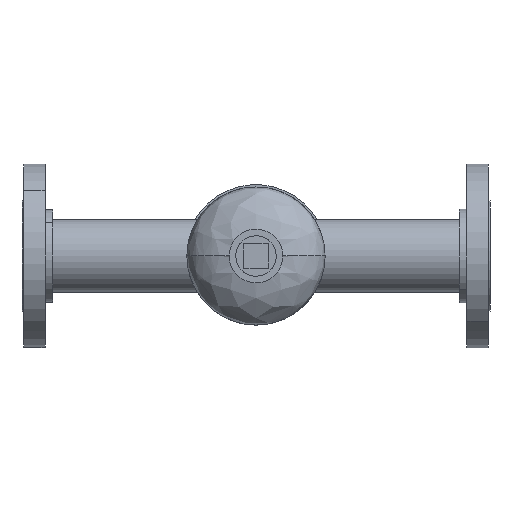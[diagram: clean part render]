
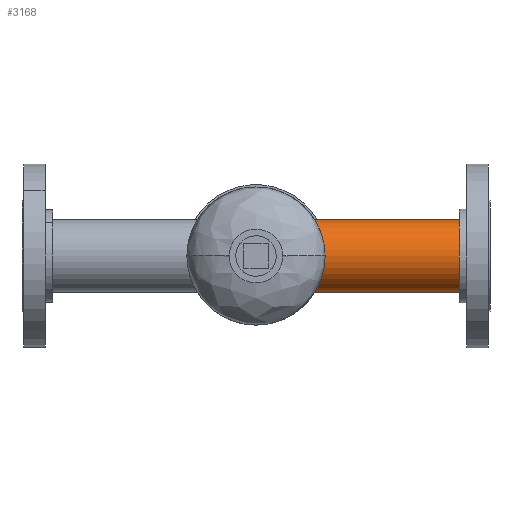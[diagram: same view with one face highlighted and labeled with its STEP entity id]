
A CAD part, front view. The second image highlights one B-rep face of the part: STEP entity #3168.
In plain terms, the highlighted cylindrical face has radius 30.163 mm (diameter 60.325 mm), a partial arc.
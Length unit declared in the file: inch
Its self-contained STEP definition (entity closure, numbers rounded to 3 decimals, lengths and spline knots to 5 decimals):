
#114 = DIRECTION ( 'NONE',  ( 0., 0., 1. ) ) ;
#398 = VERTEX_POINT ( 'NONE', #4642 ) ;
#496 = DIRECTION ( 'NONE',  ( 0., -1., 0. ) ) ;
#538 = EDGE_CURVE ( 'NONE', #2071, #3530, #2820, .T. ) ;
#660 = AXIS2_PLACEMENT_3D ( 'NONE', #2018, #4224, #979 ) ;
#818 = AXIS2_PLACEMENT_3D ( 'NONE', #3472, #4847, #114 ) ;
#836 = CARTESIAN_POINT ( 'NONE',  ( 0., 0., -1.1875 ) ) ;
#979 = DIRECTION ( 'NONE',  ( 0., 0., -1. ) ) ;
#994 = ORIENTED_EDGE ( 'NONE', *, *, #3130, .T. ) ;
#1041 = CARTESIAN_POINT ( 'NONE',  ( 0., 5.75, 1.1875 ) ) ;
#1067 = DIRECTION ( 'NONE',  ( 0., 1., 0. ) ) ;
#1068 = AXIS2_PLACEMENT_3D ( 'NONE', #1509, #1067, #5215 ) ;
#1159 = VECTOR ( 'NONE', #2919, 39.37008 ) ;
#1328 = ORIENTED_EDGE ( 'NONE', *, *, #538, .F. ) ;
#1509 = CARTESIAN_POINT ( 'NONE',  ( 0., 5.75, 0. ) ) ;
#1957 = LINE ( 'NONE', #1041, #1159 ) ;
#2018 = CARTESIAN_POINT ( 'NONE',  ( 0., 5.75, 0. ) ) ;
#2071 = VERTEX_POINT ( 'NONE', #3947 ) ;
#2420 = CARTESIAN_POINT ( 'NONE',  ( 0., 5.75, 1.1875 ) ) ;
#2820 = LINE ( 'NONE', #4711, #3944 ) ;
#2919 = DIRECTION ( 'NONE',  ( 0., -1., 0. ) ) ;
#3130 = EDGE_CURVE ( 'NONE', #3775, #398, #1957, .T. ) ;
#3168 = ADVANCED_FACE ( 'NONE', ( #3304 ), #5195, .T. ) ;
#3304 = FACE_OUTER_BOUND ( 'NONE', #4734, .T. ) ;
#3472 = CARTESIAN_POINT ( 'NONE',  ( 0., 0., 0. ) ) ;
#3530 = VERTEX_POINT ( 'NONE', #836 ) ;
#3775 = VERTEX_POINT ( 'NONE', #2420 ) ;
#3777 = EDGE_CURVE ( 'NONE', #3775, #2071, #6041, .T. ) ;
#3907 = ORIENTED_EDGE ( 'NONE', *, *, #4872, .T. ) ;
#3944 = VECTOR ( 'NONE', #496, 39.37008 ) ;
#3947 = CARTESIAN_POINT ( 'NONE',  ( 0., 5.75, -1.1875 ) ) ;
#4224 = DIRECTION ( 'NONE',  ( 0., -1., 0. ) ) ;
#4436 = CIRCLE ( 'NONE', #818, 1.1875 ) ;
#4642 = CARTESIAN_POINT ( 'NONE',  ( 0., 0., 1.1875 ) ) ;
#4711 = CARTESIAN_POINT ( 'NONE',  ( 0., 5.75, -1.1875 ) ) ;
#4734 = EDGE_LOOP ( 'NONE', ( #5771, #994, #3907, #1328 ) ) ;
#4847 = DIRECTION ( 'NONE',  ( 0., 1., 0. ) ) ;
#4872 = EDGE_CURVE ( 'NONE', #398, #3530, #4436, .T. ) ;
#5195 = CYLINDRICAL_SURFACE ( 'NONE', #660, 1.1875 ) ;
#5215 = DIRECTION ( 'NONE',  ( 0., 0., 1. ) ) ;
#5771 = ORIENTED_EDGE ( 'NONE', *, *, #3777, .F. ) ;
#6041 = CIRCLE ( 'NONE', #1068, 1.1875 ) ;
